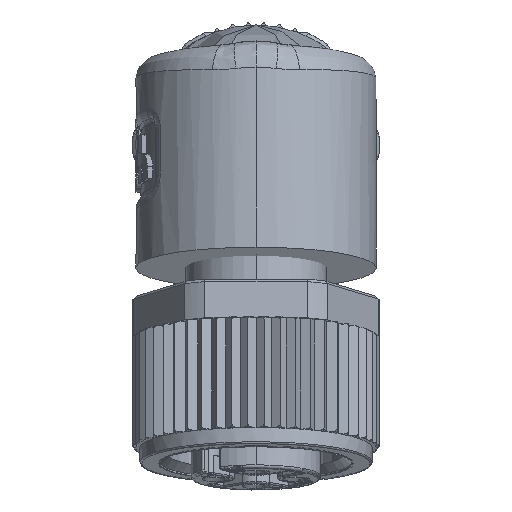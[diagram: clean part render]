
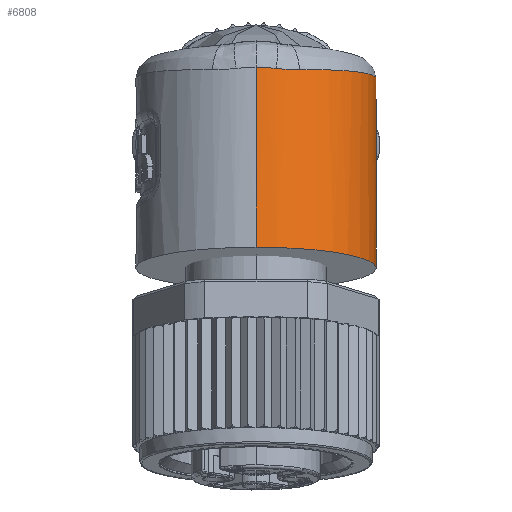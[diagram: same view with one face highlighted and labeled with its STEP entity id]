
A CAD part, front view. The second image highlights one B-rep face of the part: STEP entity #6808.
In plain terms, the highlighted cylindrical face has radius 7.5 mm (diameter 15 mm), a partial arc.
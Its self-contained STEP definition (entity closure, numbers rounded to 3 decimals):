
#6808=ADVANCED_FACE('',(#13658),#13659,.T.);
#13658=FACE_OUTER_BOUND('',#41760,.T.);
#13659=CYLINDRICAL_SURFACE('',#41761,7.5);
#41760=EDGE_LOOP('',(#63026,#63027,#63028,#63029,#63030,#63031,#63032,#63033,#63034,#63035,#63036));
#41761=AXIS2_PLACEMENT_3D('',#63037,#63038,#63039);
#63026=ORIENTED_EDGE('',*,*,#71189,.F.);
#63027=ORIENTED_EDGE('',*,*,#71193,.F.);
#63028=ORIENTED_EDGE('',*,*,#71330,.F.);
#63029=ORIENTED_EDGE('',*,*,#71331,.F.);
#63030=ORIENTED_EDGE('',*,*,#71332,.F.);
#63031=ORIENTED_EDGE('',*,*,#71195,.F.);
#63032=ORIENTED_EDGE('',*,*,#71185,.F.);
#63033=ORIENTED_EDGE('',*,*,#71333,.F.);
#63034=ORIENTED_EDGE('',*,*,#71240,.T.);
#63035=ORIENTED_EDGE('',*,*,#71334,.T.);
#63036=ORIENTED_EDGE('',*,*,#71182,.F.);
#63037=CARTESIAN_POINT('',(0.0,6.646,-7.682));
#63038=DIRECTION('',(0.0,-0.174,-0.985));
#63039=DIRECTION('',(0.0,-0.985,0.174));
#71182=EDGE_CURVE('',#82705,#82701,#82707,.T.);
#71185=EDGE_CURVE('',#82709,#82711,#82712,.T.);
#71189=EDGE_CURVE('',#82715,#82705,#82717,.T.);
#71193=EDGE_CURVE('',#82721,#82715,#82723,.T.);
#71195=EDGE_CURVE('',#82711,#82725,#82726,.T.);
#71240=EDGE_CURVE('',#82786,#82785,#82788,.T.);
#71330=EDGE_CURVE('',#82914,#82721,#82915,.T.);
#71331=EDGE_CURVE('',#82916,#82914,#82917,.T.);
#71332=EDGE_CURVE('',#82725,#82916,#82918,.T.);
#71333=EDGE_CURVE('',#82786,#82709,#82919,.T.);
#71334=EDGE_CURVE('',#82785,#82701,#82920,.T.);
#82701=VERTEX_POINT('',#108283);
#82705=VERTEX_POINT('',#108311);
#82707=B_SPLINE_CURVE_WITH_KNOTS('',3,(#108317,#108318,#108319,#108320,#108321,#108322,#108323,#108324,#108325,#108326,#108327,#108328,#108329,#108330,#108331,#108332,#108333,#108334,#108335,#108336,#108337,#108338),.UNSPECIFIED.,.F.,.F.,(4,1,1,1,1,1,1,1,1,1,1,1,1,1,1,1,1,1,1,4),(0.0,0.053,0.105,0.158,0.211,0.263,0.316,0.368,0.421,0.474,0.526,0.579,0.632,0.684,0.737,0.789,0.842,0.895,0.947,1.0),.UNSPECIFIED.);
#82709=VERTEX_POINT('',#108340);
#82711=VERTEX_POINT('',#108348);
#82712=B_SPLINE_CURVE_WITH_KNOTS('',3,(#108349,#108350,#108351,#108352,#108353,#108354,#108355,#108356),.UNSPECIFIED.,.F.,.F.,(4,1,1,1,1,4),(0.0,0.203,0.406,0.606,0.804,1.0),.UNSPECIFIED.);
#82715=VERTEX_POINT('',#108365);
#82717=B_SPLINE_CURVE_WITH_KNOTS('',3,(#108370,#108371,#108372,#108373,#108374,#108375),.UNSPECIFIED.,.F.,.F.,(4,1,1,4),(0.0,0.333,0.667,1.0),.UNSPECIFIED.);
#82721=VERTEX_POINT('',#108384);
#82723=B_SPLINE_CURVE_WITH_KNOTS('',3,(#108389,#108390,#108391,#108392,#108393,#108394),.UNSPECIFIED.,.F.,.F.,(4,1,1,4),(0.0,0.333,0.667,1.0),.UNSPECIFIED.);
#82725=VERTEX_POINT('',#108396);
#82726=B_SPLINE_CURVE_WITH_KNOTS('',3,(#108397,#108398,#108399,#108400,#108401,#108402),.UNSPECIFIED.,.F.,.F.,(4,1,1,4),(0.0,0.333,0.667,1.0),.UNSPECIFIED.);
#82785=VERTEX_POINT('',#108591);
#82786=VERTEX_POINT('',#108592);
#82788=CIRCLE('',#108594,7.5);
#82914=VERTEX_POINT('',#109305);
#82915=B_SPLINE_CURVE_WITH_KNOTS('',3,(#109306,#109307,#109308,#109309,#109310,#109311),.UNSPECIFIED.,.F.,.F.,(4,1,1,4),(0.0,0.333,0.667,1.0),.UNSPECIFIED.);
#82916=VERTEX_POINT('',#109312);
#82917=B_SPLINE_CURVE_WITH_KNOTS('',3,(#109313,#109314,#109315,#109316,#109317,#109318),.UNSPECIFIED.,.F.,.F.,(4,1,1,4),(0.0,0.333,0.667,1.0),.UNSPECIFIED.);
#82918=B_SPLINE_CURVE_WITH_KNOTS('',3,(#109319,#109320,#109321,#109322,#109323,#109324,#109325,#109326,#109327,#109328,#109329,#109330,#109331,#109332,#109333),.UNSPECIFIED.,.F.,.F.,(4,1,1,1,1,1,1,1,1,1,1,1,4),(0.0,0.083,0.167,0.25,0.333,0.417,0.5,0.583,0.667,0.75,0.833,0.917,1.0),.UNSPECIFIED.);
#82919=LINE('',#109334,#109335);
#82920=LINE('',#109336,#109337);
#108283=CARTESIAN_POINT('',(0.,14.348,-7.187));
#108311=CARTESIAN_POINT('',(6.536,11.568,-0.949));
#108317=CARTESIAN_POINT('',(6.536,11.568,-0.949));
#108318=CARTESIAN_POINT('',(6.52,11.574,-1.077));
#108319=CARTESIAN_POINT('',(6.481,11.598,-1.342));
#108320=CARTESIAN_POINT('',(6.394,11.67,-1.769));
#108321=CARTESIAN_POINT('',(6.273,11.784,-2.227));
#108322=CARTESIAN_POINT('',(6.109,11.942,-2.719));
#108323=CARTESIAN_POINT('',(5.893,12.145,-3.24));
#108324=CARTESIAN_POINT('',(5.622,12.382,-3.772));
#108325=CARTESIAN_POINT('',(5.296,12.642,-4.298));
#108326=CARTESIAN_POINT('',(4.928,12.904,-4.791));
#108327=CARTESIAN_POINT('',(4.528,13.155,-5.239));
#108328=CARTESIAN_POINT('',(4.105,13.387,-5.637));
#108329=CARTESIAN_POINT('',(3.667,13.595,-5.984));
#108330=CARTESIAN_POINT('',(3.219,13.777,-6.282));
#108331=CARTESIAN_POINT('',(2.764,13.934,-6.534));
#108332=CARTESIAN_POINT('',(2.305,14.064,-6.741));
#108333=CARTESIAN_POINT('',(1.844,14.169,-6.907));
#108334=CARTESIAN_POINT('',(1.381,14.25,-7.034));
#108335=CARTESIAN_POINT('',(0.918,14.307,-7.123));
#108336=CARTESIAN_POINT('',(0.457,14.341,-7.175));
#108337=CARTESIAN_POINT('',(0.152,14.348,-7.187));
#108338=CARTESIAN_POINT('',(0.,14.348,-7.187));
#108340=CARTESIAN_POINT('',(0.,1.239,4.847));
#108348=CARTESIAN_POINT('',(1.266,1.337,4.784));
#108349=CARTESIAN_POINT('',(0.,1.239,4.847));
#108350=CARTESIAN_POINT('',(0.086,1.239,4.847));
#108351=CARTESIAN_POINT('',(0.259,1.242,4.846));
#108352=CARTESIAN_POINT('',(0.516,1.254,4.839));
#108353=CARTESIAN_POINT('',(0.769,1.274,4.828));
#108354=CARTESIAN_POINT('',(1.019,1.302,4.81));
#108355=CARTESIAN_POINT('',(1.184,1.325,4.794));
#108356=CARTESIAN_POINT('',(1.266,1.337,4.784));
#108365=CARTESIAN_POINT('',(6.569,11.604,-0.401));
#108370=CARTESIAN_POINT('',(6.569,11.604,-0.401));
#108371=CARTESIAN_POINT('',(6.569,11.594,-0.458));
#108372=CARTESIAN_POINT('',(6.568,11.576,-0.576));
#108373=CARTESIAN_POINT('',(6.557,11.563,-0.758));
#108374=CARTESIAN_POINT('',(6.544,11.565,-0.885));
#108375=CARTESIAN_POINT('',(6.536,11.568,-0.949));
#108384=CARTESIAN_POINT('',(6.561,11.795,0.599));
#108389=CARTESIAN_POINT('',(6.561,11.795,0.599));
#108390=CARTESIAN_POINT('',(6.562,11.774,0.488));
#108391=CARTESIAN_POINT('',(6.564,11.732,0.266));
#108392=CARTESIAN_POINT('',(6.567,11.667,-0.067));
#108393=CARTESIAN_POINT('',(6.568,11.625,-0.29));
#108394=CARTESIAN_POINT('',(6.569,11.604,-0.401));
#108396=CARTESIAN_POINT('',(2.72,1.732,4.701));
#108397=CARTESIAN_POINT('',(1.266,1.337,4.784));
#108398=CARTESIAN_POINT('',(1.44,1.364,4.765));
#108399=CARTESIAN_POINT('',(1.781,1.43,4.731));
#108400=CARTESIAN_POINT('',(2.267,1.564,4.702));
#108401=CARTESIAN_POINT('',(2.572,1.673,4.699));
#108402=CARTESIAN_POINT('',(2.72,1.732,4.701));
#108591=CARTESIAN_POINT('',(0.,14.032,-8.984));
#108592=CARTESIAN_POINT('',(0.0,-0.741,-6.379));
#108594=AXIS2_PLACEMENT_3D('',#119343,#119344,#119345);
#109305=CARTESIAN_POINT('',(6.507,12.012,1.274));
#109306=CARTESIAN_POINT('',(6.507,12.012,1.274));
#109307=CARTESIAN_POINT('',(6.519,11.977,1.194));
#109308=CARTESIAN_POINT('',(6.539,11.913,1.038));
#109309=CARTESIAN_POINT('',(6.556,11.841,0.812));
#109310=CARTESIAN_POINT('',(6.561,11.808,0.669));
#109311=CARTESIAN_POINT('',(6.561,11.795,0.599));
#109312=CARTESIAN_POINT('',(5.818,13.425,3.511));
#109313=CARTESIAN_POINT('',(5.818,13.425,3.511));
#109314=CARTESIAN_POINT('',(5.945,13.22,3.248));
#109315=CARTESIAN_POINT('',(6.158,12.838,2.731));
#109316=CARTESIAN_POINT('',(6.378,12.363,1.986));
#109317=CARTESIAN_POINT('',(6.471,12.117,1.509));
#109318=CARTESIAN_POINT('',(6.507,12.012,1.274));
#109319=CARTESIAN_POINT('',(2.72,1.732,4.701));
#109320=CARTESIAN_POINT('',(3.086,1.877,4.707));
#109321=CARTESIAN_POINT('',(3.796,2.226,4.71));
#109322=CARTESIAN_POINT('',(4.763,2.904,4.689));
#109323=CARTESIAN_POINT('',(5.613,3.722,4.644));
#109324=CARTESIAN_POINT('',(6.321,4.651,4.577));
#109325=CARTESIAN_POINT('',(6.89,5.702,4.488));
#109326=CARTESIAN_POINT('',(7.282,6.819,4.381));
#109327=CARTESIAN_POINT('',(7.492,7.984,4.257));
#109328=CARTESIAN_POINT('',(7.52,9.138,4.124));
#109329=CARTESIAN_POINT('',(7.361,10.32,3.976));
#109330=CARTESIAN_POINT('',(7.019,11.445,3.823));
#109331=CARTESIAN_POINT('',(6.508,12.494,3.667));
#109332=CARTESIAN_POINT('',(6.063,13.128,3.563));
#109333=CARTESIAN_POINT('',(5.818,13.425,3.511));
#109334=CARTESIAN_POINT('',(0.0,-0.741,-6.379));
#109335=VECTOR('',#119365,11.4);
#109336=CARTESIAN_POINT('',(0.,14.032,-8.984));
#109337=VECTOR('',#119366,1.825);
#119343=CARTESIAN_POINT('',(0.0,6.646,-7.682));
#119344=DIRECTION('',(0.0,0.174,0.985));
#119345=DIRECTION('',(0.0,-0.985,0.174));
#119365=DIRECTION('',(0.,0.174,0.985));
#119366=DIRECTION('',(0.,0.174,0.985));
